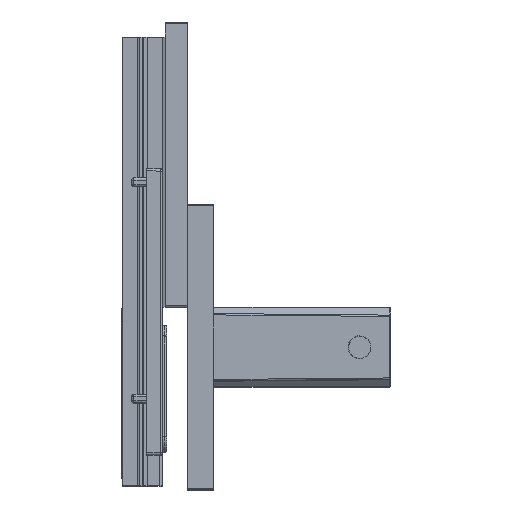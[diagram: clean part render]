
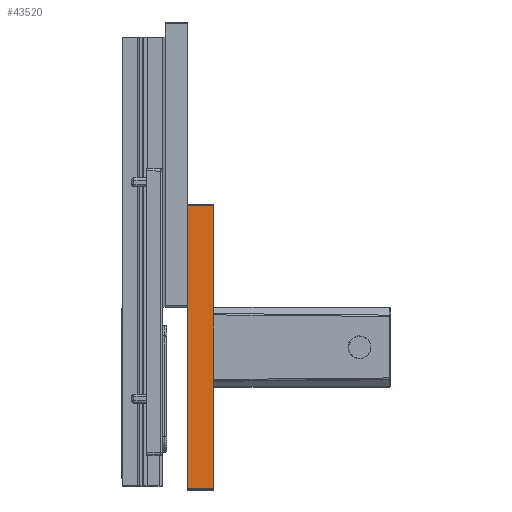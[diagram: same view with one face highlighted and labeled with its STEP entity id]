
A CAD part, top view. The second image highlights one B-rep face of the part: STEP entity #43520.
In plain terms, the highlighted face is planar.
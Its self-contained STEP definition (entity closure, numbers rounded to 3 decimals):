
#1204 = CARTESIAN_POINT ( 'NONE',  ( 11.25, 39.55, 0. ) ) ;
#2342 = PLANE ( 'NONE',  #9142 ) ;
#2474 = EDGE_CURVE ( 'NONE', #52288, #33754, #14826, .T. ) ;
#2498 = VECTOR ( 'NONE', #32507, 1000. ) ;
#3138 = DIRECTION ( 'NONE',  ( 0., -1., 0. ) ) ;
#3583 = CARTESIAN_POINT ( 'NONE',  ( 11.25, 64.5, 0. ) ) ;
#7393 = VECTOR ( 'NONE', #47452, 1000. ) ;
#8512 = CARTESIAN_POINT ( 'NONE',  ( 11.25, 0.3, 0. ) ) ;
#9142 = AXIS2_PLACEMENT_3D ( 'NONE', #14624, #14878, #26893 ) ;
#9950 = EDGE_CURVE ( 'NONE', #18009, #43462, #51045, .T. ) ;
#9971 = EDGE_CURVE ( 'NONE', #52288, #43462, #42749, .T. ) ;
#11873 = LINE ( 'NONE', #3583, #16628 ) ;
#13706 = ORIENTED_EDGE ( 'NONE', *, *, #9971, .F. ) ;
#14074 = VECTOR ( 'NONE', #46238, 1000. ) ;
#14353 = FACE_OUTER_BOUND ( 'NONE', #35652, .T. ) ;
#14422 = DIRECTION ( 'NONE',  ( 0., 0., -1. ) ) ;
#14624 = CARTESIAN_POINT ( 'NONE',  ( 11.25, 64.5, 0. ) ) ;
#14826 = LINE ( 'NONE', #31130, #7393 ) ;
#14878 = DIRECTION ( 'NONE',  ( -1., 0., 0. ) ) ;
#15699 = LINE ( 'NONE', #35987, #2498 ) ;
#16628 = VECTOR ( 'NONE', #44708, 1000. ) ;
#16764 = VECTOR ( 'NONE', #3138, 1000. ) ;
#18009 = VERTEX_POINT ( 'NONE', #8512 ) ;
#18432 = CARTESIAN_POINT ( 'NONE',  ( 11.25, 0.3, 0. ) ) ;
#21760 = VERTEX_POINT ( 'NONE', #1204 ) ;
#21801 = ORIENTED_EDGE ( 'NONE', *, *, #9950, .T. ) ;
#22146 = EDGE_CURVE ( 'NONE', #31391, #21760, #11873, .T. ) ;
#24193 = LINE ( 'NONE', #44274, #16764 ) ;
#26438 = CARTESIAN_POINT ( 'NONE',  ( 11.25, 64.5, -6. ) ) ;
#26893 = DIRECTION ( 'NONE',  ( 0., 0., 1. ) ) ;
#27496 = CARTESIAN_POINT ( 'NONE',  ( 11.25, 64.2, -6. ) ) ;
#29710 = ORIENTED_EDGE ( 'NONE', *, *, #22146, .F. ) ;
#31130 = CARTESIAN_POINT ( 'NONE',  ( 11.25, 64.2, 0. ) ) ;
#31391 = VERTEX_POINT ( 'NONE', #33598 ) ;
#32293 = EDGE_CURVE ( 'NONE', #31391, #18009, #15699, .T. ) ;
#32507 = DIRECTION ( 'NONE',  ( 0., -1., 0. ) ) ;
#33598 = CARTESIAN_POINT ( 'NONE',  ( 11.25, 24.95, 0. ) ) ;
#33754 = VERTEX_POINT ( 'NONE', #43116 ) ;
#34652 = ORIENTED_EDGE ( 'NONE', *, *, #32293, .T. ) ;
#35652 = EDGE_LOOP ( 'NONE', ( #13706, #52493, #40219, #29710, #34652, #21801 ) ) ;
#35987 = CARTESIAN_POINT ( 'NONE',  ( 11.25, 64.5, 0. ) ) ;
#38395 = CARTESIAN_POINT ( 'NONE',  ( 11.25, 0.3, -6. ) ) ;
#40219 = ORIENTED_EDGE ( 'NONE', *, *, #40338, .T. ) ;
#40338 = EDGE_CURVE ( 'NONE', #33754, #21760, #24193, .T. ) ;
#42246 = VECTOR ( 'NONE', #14422, 1000. ) ;
#42749 = LINE ( 'NONE', #26438, #14074 ) ;
#43116 = CARTESIAN_POINT ( 'NONE',  ( 11.25, 64.2, 0. ) ) ;
#43462 = VERTEX_POINT ( 'NONE', #38395 ) ;
#43520 = ADVANCED_FACE ( 'NONE', ( #14353 ), #2342, .F. ) ;
#44274 = CARTESIAN_POINT ( 'NONE',  ( 11.25, 64.5, 0. ) ) ;
#44708 = DIRECTION ( 'NONE',  ( 0., 1., 0. ) ) ;
#46238 = DIRECTION ( 'NONE',  ( 0., -1., 0. ) ) ;
#47452 = DIRECTION ( 'NONE',  ( 0., 0., 1. ) ) ;
#51045 = LINE ( 'NONE', #18432, #42246 ) ;
#52288 = VERTEX_POINT ( 'NONE', #27496 ) ;
#52493 = ORIENTED_EDGE ( 'NONE', *, *, #2474, .T. ) ;
